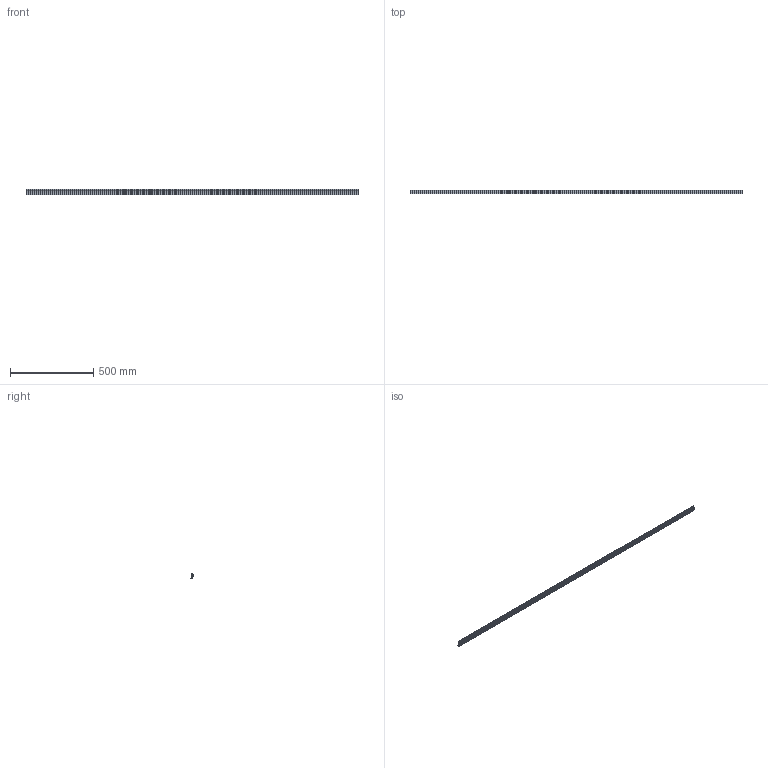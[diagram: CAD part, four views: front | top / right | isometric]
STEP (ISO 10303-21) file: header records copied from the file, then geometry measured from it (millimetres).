
FILE_DESCRIPTION (( 'STEP AP214' ), '1' );
FILE_NAME ('092252.STEP', '2015-05-18T10:09:24', ( 'Admin' ), ( 'Hewlett-Packard Company' ), 'SwSTEP 2.0', 'SolidWorks 2014', '' );
FILE_SCHEMA (( 'AUTOMOTIVE_DESIGN' ));
Length unit declared in the file: millimetre
Products named in the file (1): 092252
Bounding box: 2000 x 23 x 35 mm (x, y, z)
Volume: 274664.5 mm3; surface area: 432464.1 mm2
Topology: 1 solids, 1 shells, 135 faces, 399 edges, 266 vertices
Faces by surface type: plane 75, cylinder 60
Entity records: 5513 total; most frequent: CARTESIAN_POINT 801, ORIENTED_EDGE 798, DIRECTION 791, EDGE_CURVE 399, VECTOR 279, LINE 279, VERTEX_POINT 266, AXIS2_PLACEMENT_3D 256
